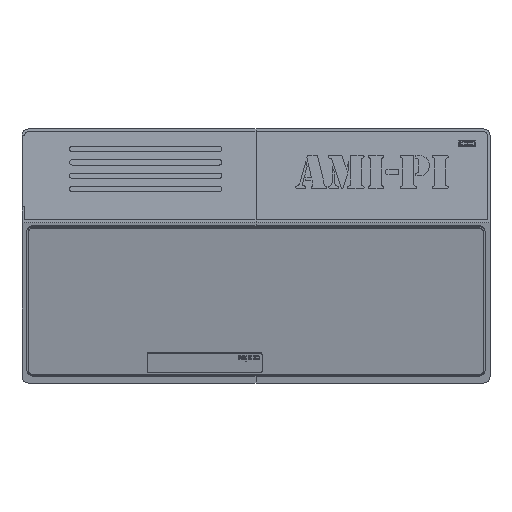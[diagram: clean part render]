
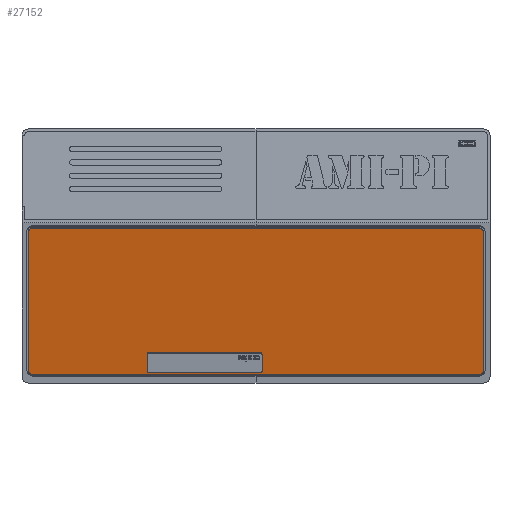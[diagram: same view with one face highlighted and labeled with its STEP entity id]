
A CAD part, top view. The second image highlights one B-rep face of the part: STEP entity #27152.
In plain terms, the highlighted planar face has unit normal (0, -0.204, 0.979).
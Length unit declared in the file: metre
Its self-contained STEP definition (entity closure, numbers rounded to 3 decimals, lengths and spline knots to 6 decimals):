
#27152=ADVANCED_FACE('81:11089',(#53563),#53564,.T.);
#53563=FACE_OUTER_BOUND('',#86522,.T.);
#53564=PLANE('',#86523);
#86522=EDGE_LOOP('',(#161221,#161222,#161223,#161224,#161225,#161226,#161227,#161228));
#86523=AXIS2_PLACEMENT_3D('',#161229,#161230,#161231);
#161221=ORIENTED_EDGE('',*,*,#191287,.F.);
#161222=ORIENTED_EDGE('',*,*,#191316,.F.);
#161223=ORIENTED_EDGE('',*,*,#191312,.F.);
#161224=ORIENTED_EDGE('',*,*,#191308,.F.);
#161225=ORIENTED_EDGE('',*,*,#191304,.F.);
#161226=ORIENTED_EDGE('',*,*,#191300,.F.);
#161227=ORIENTED_EDGE('',*,*,#191296,.F.);
#161228=ORIENTED_EDGE('',*,*,#191292,.F.);
#161229=CARTESIAN_POINT('',(0.,-0.053225,0.016683));
#161230=DIRECTION('',(0.0,-0.204,0.979));
#161231=DIRECTION('',(1.0,0.0,0.0));
#191287=EDGE_CURVE('81:11095',#235089,#235090,#235091,.T.);
#191292=EDGE_CURVE('81:11107',#235090,#235098,#235099,.T.);
#191296=EDGE_CURVE('81:11116',#235098,#235104,#235105,.T.);
#191300=EDGE_CURVE('81:11125',#235104,#235110,#235111,.T.);
#191304=EDGE_CURVE('81:11134',#235110,#235116,#235117,.T.);
#191308=EDGE_CURVE('81:11143',#235116,#235122,#235123,.T.);
#191312=EDGE_CURVE('81:11152',#235122,#235128,#235129,.T.);
#191316=EDGE_CURVE('81:11161',#235128,#235089,#235134,.T.);
#235089=VERTEX_POINT('',#299834);
#235090=VERTEX_POINT('',#299835);
#235091=LINE('',#299836,#299837);
#235098=VERTEX_POINT('',#299847);
#235099=CIRCLE('',#299848,0.004);
#235104=VERTEX_POINT('',#299854);
#235105=LINE('',#299855,#299856);
#235110=VERTEX_POINT('',#299863);
#235111=CIRCLE('',#299864,0.004);
#235116=VERTEX_POINT('',#299870);
#235117=LINE('',#299871,#299872);
#235122=VERTEX_POINT('',#299879);
#235123=CIRCLE('',#299880,0.00378);
#235128=VERTEX_POINT('',#299886);
#235129=LINE('',#299887,#299888);
#235134=CIRCLE('',#299895,0.004);
#299834=CARTESIAN_POINT('',(0.1705,-0.002318,0.027289));
#299835=CARTESIAN_POINT('',(0.1705,-0.104132,0.006077));
#299836=CARTESIAN_POINT('',(0.1705,-0.002318,0.027289));
#299837=VECTOR('',#329247,1.0);
#299847=CARTESIAN_POINT('',(0.1665,-0.108048,0.005261));
#299848=AXIS2_PLACEMENT_3D('',#329251,#329252,#329253);
#299854=CARTESIAN_POINT('',(-0.1665,-0.108048,0.005261));
#299855=CARTESIAN_POINT('',(0.1665,-0.108048,0.005261));
#299856=VECTOR('',#329258,1.0);
#299863=CARTESIAN_POINT('',(-0.1705,-0.104132,0.006077));
#299864=AXIS2_PLACEMENT_3D('',#329261,#329262,#329263);
#299870=CARTESIAN_POINT('',(-0.1705,-0.002103,0.027333));
#299871=CARTESIAN_POINT('',(-0.1705,-0.104132,0.006077));
#299872=VECTOR('',#329268,1.0);
#299879=CARTESIAN_POINT('',(-0.16672,0.001598,0.028104));
#299880=AXIS2_PLACEMENT_3D('',#329271,#329272,#329273);
#299886=CARTESIAN_POINT('',(0.1665,0.001598,0.028104));
#299887=CARTESIAN_POINT('',(-0.16672,0.001598,0.028104));
#299888=VECTOR('',#329278,1.0);
#299895=AXIS2_PLACEMENT_3D('',#329281,#329282,#329283);
#329247=DIRECTION('',(0.0,-0.979,-0.204));
#329251=CARTESIAN_POINT('',(0.1665,-0.104132,0.006077));
#329252=DIRECTION('',(0.,0.204,-0.979));
#329253=DIRECTION('',(1.0,0.,0.));
#329258=DIRECTION('',(-1.0,0.,0.));
#329261=CARTESIAN_POINT('',(-0.1665,-0.104132,0.006077));
#329262=DIRECTION('',(0.,0.204,-0.979));
#329263=DIRECTION('',(0.,-0.979,-0.204));
#329268=DIRECTION('',(0.,0.979,0.204));
#329271=CARTESIAN_POINT('',(-0.16672,-0.002103,0.027333));
#329272=DIRECTION('',(0.,0.204,-0.979));
#329273=DIRECTION('',(-1.0,0.,0.));
#329278=DIRECTION('',(1.0,0.0,0.0));
#329281=CARTESIAN_POINT('',(0.1665,-0.002318,0.027289));
#329282=DIRECTION('',(0.,0.204,-0.979));
#329283=DIRECTION('',(0.,0.979,0.204));
